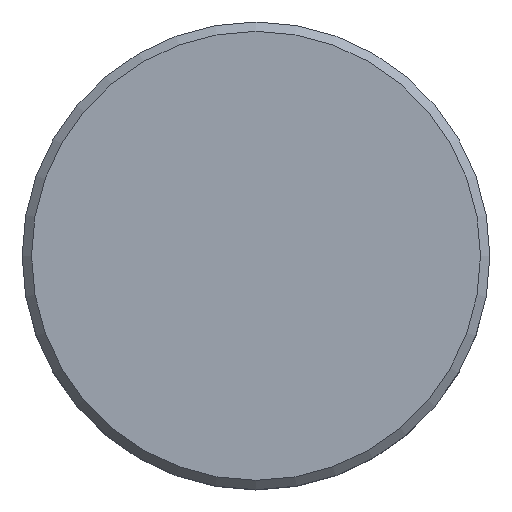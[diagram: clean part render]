
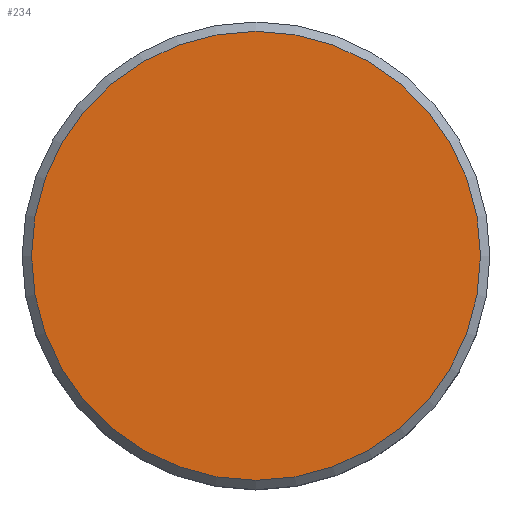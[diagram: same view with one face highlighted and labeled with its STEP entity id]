
A CAD part, top view. The second image highlights one B-rep face of the part: STEP entity #234.
In plain terms, the highlighted planar face has unit normal (0, 0, 1).
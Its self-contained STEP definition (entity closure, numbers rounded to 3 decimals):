
#65=PLANE('',#760);
#100=FACE_OUTER_BOUND('',#312,.T.);
#234=ADVANCED_FACE('',(#100),#65,.F.);
#312=EDGE_LOOP('',(#502));
#502=ORIENTED_EDGE('',*,*,#665,.T.);
#570=VERTEX_POINT('',#1722);
#665=EDGE_CURVE('',#570,#570,#695,.T.);
#695=CIRCLE('',#759,12.);
#759=AXIS2_PLACEMENT_3D('',#1721,#908,#909);
#760=AXIS2_PLACEMENT_3D('',#1723,#910,#911);
#908=DIRECTION('',(0.,0.,1.));
#909=DIRECTION('',(-1.,0.,0.));
#910=DIRECTION('',(0.,0.,-1.));
#911=DIRECTION('',(1.,0.,0.));
#1721=CARTESIAN_POINT('',(0.,0.,10.));
#1722=CARTESIAN_POINT('',(-12.,0.,10.));
#1723=CARTESIAN_POINT('',(0.,0.,10.));
